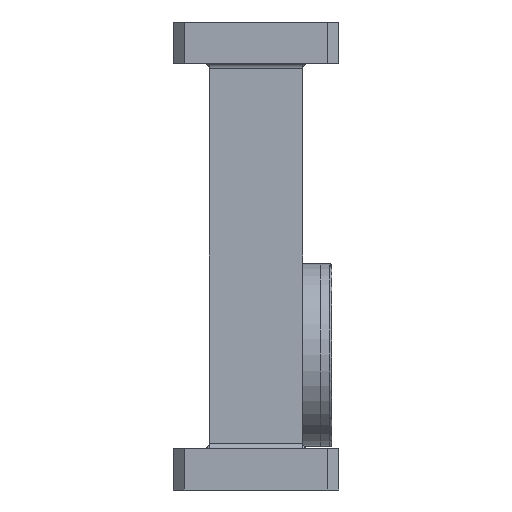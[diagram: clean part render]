
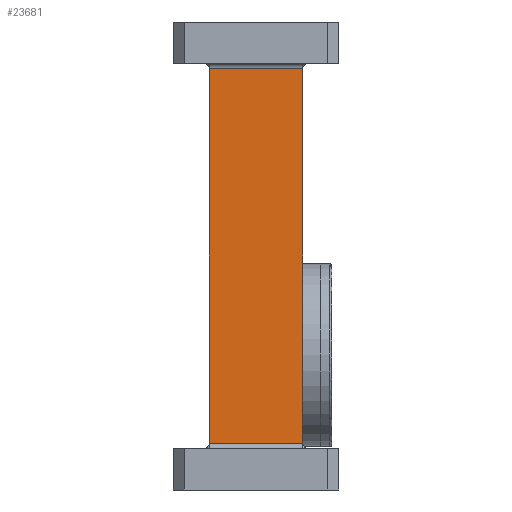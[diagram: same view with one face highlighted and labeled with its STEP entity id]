
A CAD part, front view. The second image highlights one B-rep face of the part: STEP entity #23681.
In plain terms, the highlighted planar face has unit normal (0, -1, 0).
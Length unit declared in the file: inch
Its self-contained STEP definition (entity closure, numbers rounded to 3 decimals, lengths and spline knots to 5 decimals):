
#700 = VECTOR ( 'NONE', #25610, 39.37008 ) ;
#1653 = CARTESIAN_POINT ( 'NONE',  ( -0.425, -0.2375, 1.7 ) ) ;
#2005 = LINE ( 'NONE', #16456, #22462 ) ;
#3115 = PLANE ( 'NONE',  #14398 ) ;
#3174 = LINE ( 'NONE', #18621, #23646 ) ;
#4732 = LINE ( 'NONE', #19709, #700 ) ;
#5367 = DIRECTION ( 'NONE',  ( 0., 1., 0. ) ) ;
#5808 = EDGE_CURVE ( 'NONE', #25371, #8131, #2005, .T. ) ;
#6084 = LINE ( 'NONE', #19157, #21607 ) ;
#6736 = CARTESIAN_POINT ( 'NONE',  ( 0.425, -0.2375, -1.7 ) ) ;
#7359 = CARTESIAN_POINT ( 'NONE',  ( -0.425, -0.2375, 2.125 ) ) ;
#8024 = EDGE_CURVE ( 'NONE', #8131, #10906, #4732, .T. ) ;
#8131 = VERTEX_POINT ( 'NONE', #1653 ) ;
#8807 = EDGE_CURVE ( 'NONE', #25371, #10898, #3174, .T. ) ;
#8916 = ORIENTED_EDGE ( 'NONE', *, *, #8024, .T. ) ;
#9756 = ORIENTED_EDGE ( 'NONE', *, *, #11620, .T. ) ;
#10898 = VERTEX_POINT ( 'NONE', #6736 ) ;
#10906 = VERTEX_POINT ( 'NONE', #16887 ) ;
#11620 = EDGE_CURVE ( 'NONE', #10906, #10898, #6084, .T. ) ;
#14235 = FACE_OUTER_BOUND ( 'NONE', #24291, .T. ) ;
#14398 = AXIS2_PLACEMENT_3D ( 'NONE', #7359, #5367, #19062 ) ;
#14448 = DIRECTION ( 'NONE',  ( 0., 0., -1. ) ) ;
#16456 = CARTESIAN_POINT ( 'NONE',  ( -0.425, -0.2375, 1.7 ) ) ;
#16887 = CARTESIAN_POINT ( 'NONE',  ( -0.425, -0.2375, -1.7 ) ) ;
#18621 = CARTESIAN_POINT ( 'NONE',  ( 0.425, -0.2375, 2.125 ) ) ;
#19062 = DIRECTION ( 'NONE',  ( 0., 0., 1. ) ) ;
#19157 = CARTESIAN_POINT ( 'NONE',  ( -0.425, -0.2375, -1.7 ) ) ;
#19709 = CARTESIAN_POINT ( 'NONE',  ( -0.425, -0.2375, 2.125 ) ) ;
#19890 = ORIENTED_EDGE ( 'NONE', *, *, #5808, .T. ) ;
#20692 = DIRECTION ( 'NONE',  ( -1., 0., 0. ) ) ;
#21319 = DIRECTION ( 'NONE',  ( 1., 0., 0. ) ) ;
#21607 = VECTOR ( 'NONE', #21319, 39.37008 ) ;
#22462 = VECTOR ( 'NONE', #20692, 39.37008 ) ;
#22473 = ORIENTED_EDGE ( 'NONE', *, *, #8807, .F. ) ;
#23646 = VECTOR ( 'NONE', #14448, 39.37008 ) ;
#23681 = ADVANCED_FACE ( 'NONE', ( #14235 ), #3115, .F. ) ;
#24291 = EDGE_LOOP ( 'NONE', ( #22473, #19890, #8916, #9756 ) ) ;
#24728 = CARTESIAN_POINT ( 'NONE',  ( 0.425, -0.2375, 1.7 ) ) ;
#25371 = VERTEX_POINT ( 'NONE', #24728 ) ;
#25610 = DIRECTION ( 'NONE',  ( 0., 0., -1. ) ) ;
